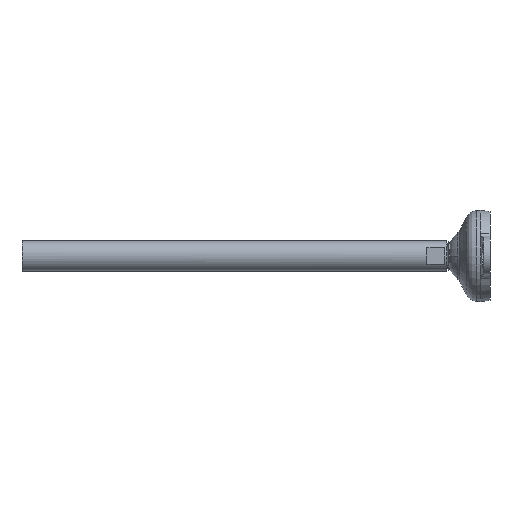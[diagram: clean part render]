
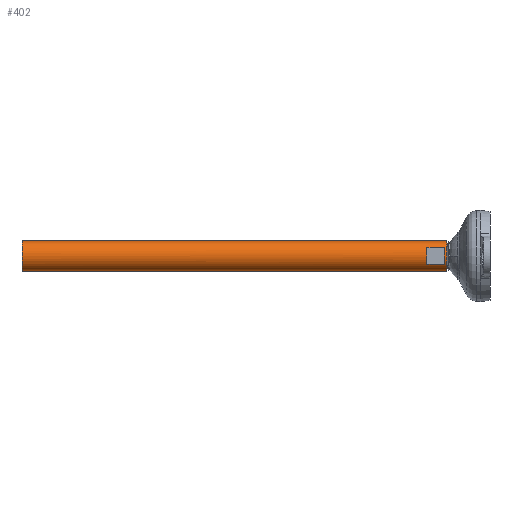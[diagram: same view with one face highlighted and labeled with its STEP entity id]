
A CAD part, left-side view. The second image highlights one B-rep face of the part: STEP entity #402.
In plain terms, the highlighted cylindrical face has radius 10 mm (diameter 20 mm), a partial arc.
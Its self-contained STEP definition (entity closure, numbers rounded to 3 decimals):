
#44 = AXIS2_PLACEMENT_3D ( 'NONE', #938, #1471, #278 ) ;
#88 = ORIENTED_EDGE ( 'NONE', *, *, #729, .T. ) ;
#89 = CARTESIAN_POINT ( 'NONE',  ( -8.5, 41.5, 5.268 ) ) ;
#99 = CARTESIAN_POINT ( 'NONE',  ( 0., 28.5, -10. ) ) ;
#110 = CARTESIAN_POINT ( 'NONE',  ( 0., 28.5, 10. ) ) ;
#149 = CARTESIAN_POINT ( 'NONE',  ( 0., 308., 0. ) ) ;
#163 = VERTEX_POINT ( 'NONE', #716 ) ;
#201 = ORIENTED_EDGE ( 'NONE', *, *, #915, .T. ) ;
#221 = VERTEX_POINT ( 'NONE', #435 ) ;
#256 = CYLINDRICAL_SURFACE ( 'NONE', #1275, 10. ) ;
#275 = DIRECTION ( 'NONE',  ( 0., 1., 0. ) ) ;
#278 = DIRECTION ( 'NONE',  ( 0., 0., -1. ) ) ;
#288 = CARTESIAN_POINT ( 'NONE',  ( -8.5, 0., 5.268 ) ) ;
#291 = DIRECTION ( 'NONE',  ( 0., 0., -1. ) ) ;
#308 = LINE ( 'NONE', #288, #332 ) ;
#332 = VECTOR ( 'NONE', #433, 1000. ) ;
#333 = VERTEX_POINT ( 'NONE', #110 ) ;
#345 = EDGE_CURVE ( 'NONE', #1509, #163, #1049, .T. ) ;
#356 = CIRCLE ( 'NONE', #847, 10. ) ;
#397 = FACE_OUTER_BOUND ( 'NONE', #451, .T. ) ;
#399 = CARTESIAN_POINT ( 'NONE',  ( 0., 0., 10. ) ) ;
#402 = ADVANCED_FACE ( 'NONE', ( #397, #1313 ), #256, .T. ) ;
#433 = DIRECTION ( 'NONE',  ( 0., -1., 0. ) ) ;
#435 = CARTESIAN_POINT ( 'NONE',  ( -8.5, 30., 5.268 ) ) ;
#438 = CIRCLE ( 'NONE', #44, 10. ) ;
#451 = EDGE_LOOP ( 'NONE', ( #723, #1292, #1241, #605 ) ) ;
#514 = VECTOR ( 'NONE', #1058, 1000. ) ;
#530 = DIRECTION ( 'NONE',  ( 0., 1., 0. ) ) ;
#577 = EDGE_CURVE ( 'NONE', #1091, #333, #923, .T. ) ;
#605 = ORIENTED_EDGE ( 'NONE', *, *, #1063, .F. ) ;
#701 = ORIENTED_EDGE ( 'NONE', *, *, #1350, .T. ) ;
#716 = CARTESIAN_POINT ( 'NONE',  ( -8.5, 41.5, -5.268 ) ) ;
#723 = ORIENTED_EDGE ( 'NONE', *, *, #577, .F. ) ;
#729 = EDGE_CURVE ( 'NONE', #1134, #221, #308, .T. ) ;
#747 = EDGE_LOOP ( 'NONE', ( #1333, #701, #88, #201 ) ) ;
#778 = CARTESIAN_POINT ( 'NONE',  ( 0., 41.5, 0. ) ) ;
#786 = CARTESIAN_POINT ( 'NONE',  ( 0., 0., -10. ) ) ;
#791 = CARTESIAN_POINT ( 'NONE',  ( 0., 0., 0. ) ) ;
#806 = VERTEX_POINT ( 'NONE', #1687 ) ;
#817 = AXIS2_PLACEMENT_3D ( 'NONE', #778, #275, #1485 ) ;
#847 = AXIS2_PLACEMENT_3D ( 'NONE', #927, #1585, #1032 ) ;
#872 = VECTOR ( 'NONE', #1215, 1000. ) ;
#900 = AXIS2_PLACEMENT_3D ( 'NONE', #149, #1617, #291 ) ;
#904 = CARTESIAN_POINT ( 'NONE',  ( -8.5, 0., -5.268 ) ) ;
#915 = EDGE_CURVE ( 'NONE', #221, #1509, #356, .T. ) ;
#923 = LINE ( 'NONE', #399, #514 ) ;
#925 = VECTOR ( 'NONE', #530, 1000. ) ;
#927 = CARTESIAN_POINT ( 'NONE',  ( 0., 30., 0. ) ) ;
#938 = CARTESIAN_POINT ( 'NONE',  ( 0., 28.5, 0. ) ) ;
#944 = DIRECTION ( 'NONE',  ( 0., 0., -1. ) ) ;
#1032 = DIRECTION ( 'NONE',  ( 0., 0., -1. ) ) ;
#1038 = DIRECTION ( 'NONE',  ( 0., -1., 0. ) ) ;
#1049 = LINE ( 'NONE', #904, #925 ) ;
#1058 = DIRECTION ( 'NONE',  ( 0., -1., 0. ) ) ;
#1063 = EDGE_CURVE ( 'NONE', #333, #1225, #438, .T. ) ;
#1091 = VERTEX_POINT ( 'NONE', #1352 ) ;
#1111 = CIRCLE ( 'NONE', #817, 10. ) ;
#1134 = VERTEX_POINT ( 'NONE', #89 ) ;
#1215 = DIRECTION ( 'NONE',  ( 0., -1., 0. ) ) ;
#1225 = VERTEX_POINT ( 'NONE', #99 ) ;
#1231 = CARTESIAN_POINT ( 'NONE',  ( -8.5, 30., -5.268 ) ) ;
#1241 = ORIENTED_EDGE ( 'NONE', *, *, #1715, .T. ) ;
#1275 = AXIS2_PLACEMENT_3D ( 'NONE', #791, #1038, #944 ) ;
#1292 = ORIENTED_EDGE ( 'NONE', *, *, #1386, .T. ) ;
#1313 = FACE_BOUND ( 'NONE', #747, .T. ) ;
#1333 = ORIENTED_EDGE ( 'NONE', *, *, #345, .T. ) ;
#1350 = EDGE_CURVE ( 'NONE', #163, #1134, #1111, .T. ) ;
#1352 = CARTESIAN_POINT ( 'NONE',  ( 0., 308., 10. ) ) ;
#1386 = EDGE_CURVE ( 'NONE', #1091, #806, #1663, .T. ) ;
#1440 = LINE ( 'NONE', #786, #872 ) ;
#1471 = DIRECTION ( 'NONE',  ( 0., -1., 0. ) ) ;
#1485 = DIRECTION ( 'NONE',  ( 0., 0., 1. ) ) ;
#1509 = VERTEX_POINT ( 'NONE', #1231 ) ;
#1585 = DIRECTION ( 'NONE',  ( 0., -1., 0. ) ) ;
#1617 = DIRECTION ( 'NONE',  ( 0., -1., 0. ) ) ;
#1663 = CIRCLE ( 'NONE', #900, 10. ) ;
#1687 = CARTESIAN_POINT ( 'NONE',  ( 0., 308., -10. ) ) ;
#1715 = EDGE_CURVE ( 'NONE', #806, #1225, #1440, .T. ) ;
